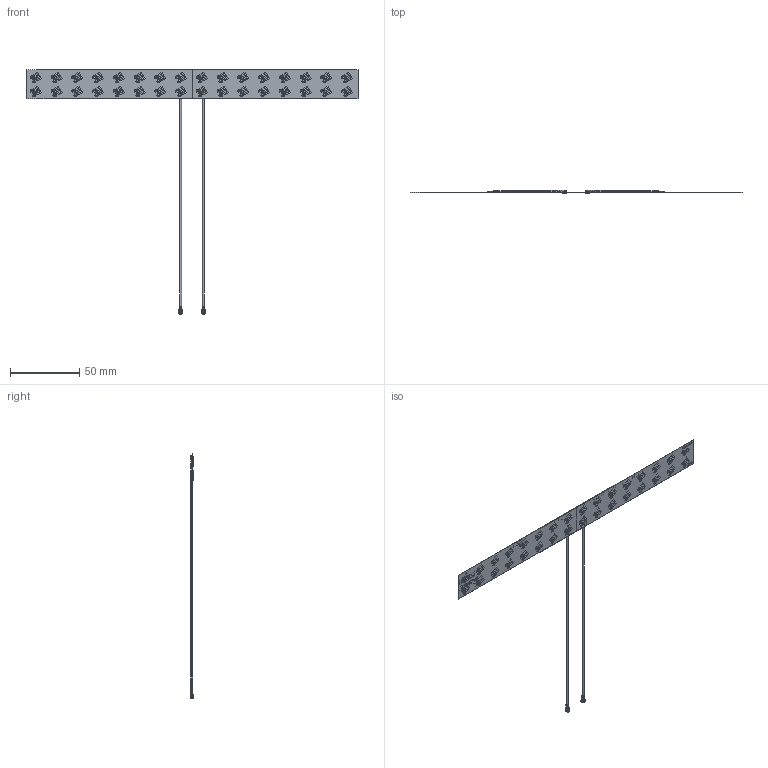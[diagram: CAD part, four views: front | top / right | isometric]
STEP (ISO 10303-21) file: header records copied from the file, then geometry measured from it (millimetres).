
FILE_DESCRIPTION (( 'STEP AP214' ), '1' );
FILE_NAME ('FXUB71.A.07.C.001_web.STEP', '2022-03-15T16:36:26', ( '' ), ( '' ), 'SwSTEP 2.0', 'SolidWorks 2018', '' );
FILE_SCHEMA (( 'AUTOMOTIVE_DESIGN' ));
Length unit declared in the file: millimetre
Products named in the file (1): FXUB71.A.07.C.001_web
Bounding box: 240 x 2.21 x 176.7 mm (x, y, z)
Surface area: 17257.9 mm2 (no closed solid volume)
Topology: 0 solids, 75 shells, 366 faces, 4445 edges, 4112 vertices
Faces by surface type: plane 251, cylinder 63, bspline 41, torus 11
Entity records: 57763 total; most frequent: CARTESIAN_POINT 27909, ORIENTED_EDGE 4905, EDGE_CURVE 4445, VERTEX_POINT 4112, DIRECTION 3349, LINE 2183, VECTOR 2183, B_SPLINE_CURVE_WITH_KNOTS 1987
